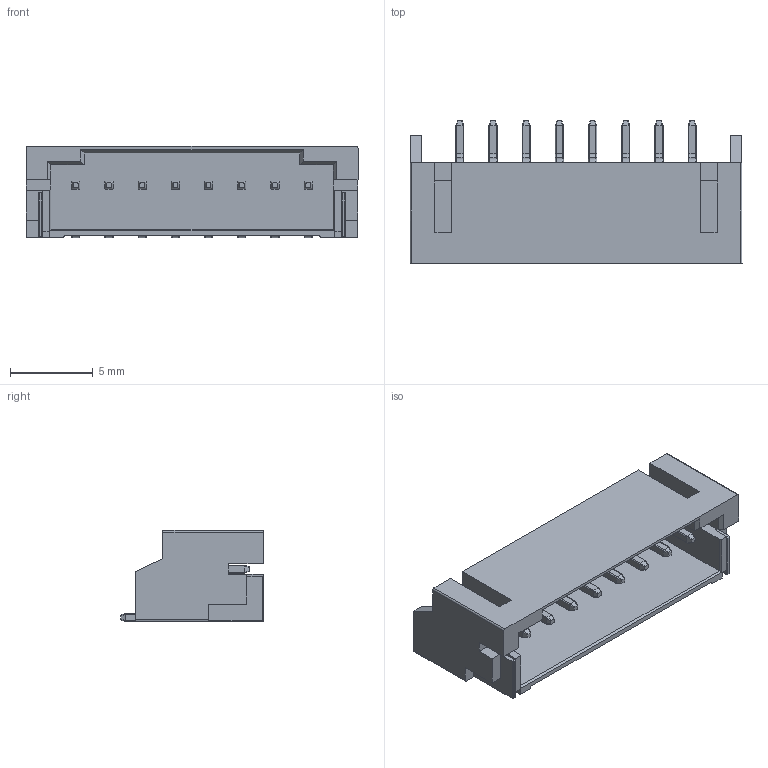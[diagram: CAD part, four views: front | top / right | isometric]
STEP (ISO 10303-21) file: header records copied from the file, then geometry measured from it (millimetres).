
FILE_DESCRIPTION (( 'STEP AP214' ), '1' );
FILE_NAME ('User Library-PH2.0-8PWB.STEP', '2024-03-20T07:46:22', ( '' ), ( '' ), 'SwSTEP 2.0', 'SolidWorks 2022', '' );
FILE_SCHEMA (( 'AUTOMOTIVE_DESIGN' ));
Length unit declared in the file: millimetre
Products named in the file (10): PH2_0_SMD-W__1_2_30004.STP; PH2.0-8PWB.STP; PH2_0_SMD-W-8P-8268_AF0_ASM.STP; 1_1_2_3_4_5_6_A.STP; 3_1_2_3_4_5_600.STP; PH2_0_SMD-W-8P-13506_AF0_ASM.STP; PH2.0_SMD-W-8P.STP; 2_1_2_3_4_5_600.STP; Designator10.STP; User Library-PH2.0-8PWB
Assembly tree (16 placements, depth 7):
  User Library-PH2.0-8PWB
    PH2.0-8PWB.STP
      Designator10.STP
        PH2.0_SMD-W-8P.STP
          PH2_0_SMD-W-8P-13506_AF0_ASM.STP
            PH2_0_SMD-W-8P-8268_AF0_ASM.STP
              1_1_2_3_4_5_6_A.STP
              2_1_2_3_4_5_600.STP
              3_1_2_3_4_5_600.STP
            PH2_0_SMD-W__1_2_30004.STP  x8
Bounding box: 20 x 8.6 x 5.5 mm (x, y, z)
Volume: 255.1 mm3; surface area: 995.9 mm2
Topology: 11 solids, 11 shells, 1013 faces, 2595 edges, 1632 vertices
Faces by surface type: plane 626, cylinder 252, bspline 135
Entity records: 19066 total; most frequent: CARTESIAN_POINT 5855, ORIENTED_EDGE 3068, EDGE_CURVE 1534, B_SPLINE_CURVE_WITH_KNOTS 1474, DIRECTION 1038, VERTEX_POINT 1002, EDGE_LOOP 608, ADVANCED_FACE 572
